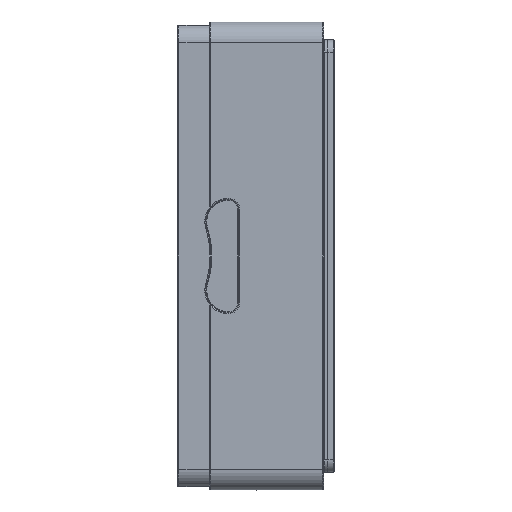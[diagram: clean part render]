
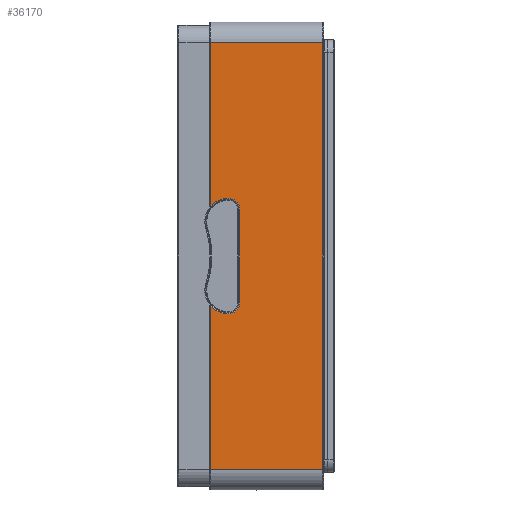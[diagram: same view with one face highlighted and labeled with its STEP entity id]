
A CAD part, left-side view. The second image highlights one B-rep face of the part: STEP entity #36170.
In plain terms, the highlighted planar face has unit normal (-1, 0, 0).
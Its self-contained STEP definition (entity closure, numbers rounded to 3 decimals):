
#3735=DIRECTION('',(0.,-1.,0.));
#3736=VECTOR('',#3735,5.385);
#3737=CARTESIAN_POINT('',(-23.975,5.635,-10.225));
#3738=LINE('',#3737,#3736);
#4380=DIRECTION('',(0.,0.,-1.));
#4381=VECTOR('',#4380,7.823);
#4382=CARTESIAN_POINT('',(-23.975,5.635,-2.402));
#4383=LINE('',#4382,#4381);
#4388=CARTESIAN_POINT('',(-23.975,5.625,-2.402));
#4389=DIRECTION('',(1.,0.,0.));
#4390=DIRECTION('',(0.,1.,0.));
#4391=AXIS2_PLACEMENT_3D('',#4388,#4389,#4390);
#4393=CARTESIAN_POINT('',(-23.975,4.78,-1.637));
#4394=DIRECTION('',(-1.,0.,0.));
#4395=DIRECTION('',(0.,0.741,-0.671));
#4396=AXIS2_PLACEMENT_3D('',#4393,#4394,#4395);
#4398=CARTESIAN_POINT('',(-23.975,4.78,-2.217));
#4399=DIRECTION('',(-1.,0.,0.));
#4400=DIRECTION('',(0.,0.,-1.));
#4401=AXIS2_PLACEMENT_3D('',#4398,#4399,#4400);
#4403=CARTESIAN_POINT('',(-23.975,4.78,2.217));
#4404=DIRECTION('',(-1.,0.,0.));
#4405=DIRECTION('',(0.,-1.,0.));
#4406=AXIS2_PLACEMENT_3D('',#4403,#4404,#4405);
#4408=CARTESIAN_POINT('',(-23.975,4.78,1.637));
#4409=DIRECTION('',(-1.,0.,0.));
#4410=DIRECTION('',(0.,0.,1.));
#4411=AXIS2_PLACEMENT_3D('',#4408,#4409,#4410);
#4413=CARTESIAN_POINT('',(-23.975,5.625,2.402));
#4414=DIRECTION('',(1.,0.,0.));
#4415=DIRECTION('',(0.,-0.742,-0.671));
#4416=AXIS2_PLACEMENT_3D('',#4413,#4414,#4415);
#4418=DIRECTION('',(0.,0.,1.));
#4419=VECTOR('',#4418,20.45);
#4420=CARTESIAN_POINT('',(-23.975,0.25,-10.225));
#4421=LINE('',#4420,#4419);
#4441=DIRECTION('',(0.,1.,0.));
#4442=VECTOR('',#4441,5.385);
#4443=CARTESIAN_POINT('',(-23.975,0.25,10.225));
#4444=LINE('',#4443,#4442);
#4464=DIRECTION('',(0.,0.,-1.));
#4465=VECTOR('',#4464,7.823);
#4466=CARTESIAN_POINT('',(-23.975,5.635,10.225));
#4467=LINE('',#4466,#4465);
#4507=DIRECTION('',(0.,0.,-1.));
#4508=VECTOR('',#4507,4.434);
#4509=CARTESIAN_POINT('',(-23.975,4.23,2.217));
#4510=LINE('',#4509,#4508);
#28420=CARTESIAN_POINT('',(-23.975,0.25,-10.225));
#28421=VERTEX_POINT('',#28420);
#28422=CARTESIAN_POINT('',(-23.975,5.635,-10.225));
#28423=VERTEX_POINT('',#28422);
#28537=CARTESIAN_POINT('',(-23.975,5.635,-2.402));
#28538=VERTEX_POINT('',#28537);
#28539=CARTESIAN_POINT('',(-23.975,0.25,10.225));
#28540=VERTEX_POINT('',#28539);
#28541=CARTESIAN_POINT('',(-23.975,5.618,-2.396));
#28542=VERTEX_POINT('',#28541);
#28543=CARTESIAN_POINT('',(-23.975,4.78,
-2.767));
#28544=VERTEX_POINT('',#28543);
#28545=CARTESIAN_POINT('',(-23.975,4.23,
-2.217));
#28546=VERTEX_POINT('',#28545);
#28547=CARTESIAN_POINT('',(-23.975,4.23,
2.217));
#28548=VERTEX_POINT('',#28547);
#28549=CARTESIAN_POINT('',(-23.975,4.78,
2.767));
#28550=VERTEX_POINT('',#28549);
#28551=CARTESIAN_POINT('',(-23.975,5.618,
2.396));
#28552=VERTEX_POINT('',#28551);
#28553=CARTESIAN_POINT('',(-23.975,5.635,2.402));
#28554=VERTEX_POINT('',#28553);
#28555=CARTESIAN_POINT('',(-23.975,5.635,10.225));
#28556=VERTEX_POINT('',#28555);
#36141=CARTESIAN_POINT('',(-23.975,0.,-11.225));
#36142=DIRECTION('',(-1.,0.,0.));
#36143=DIRECTION('',(0.,0.,1.));
#36144=AXIS2_PLACEMENT_3D('',#36141,#36142,#36143);
#36145=PLANE('',#36144);
#36147=ORIENTED_EDGE('',*,*,#36146,.F.);
#36148=ORIENTED_EDGE('',*,*,#34990,.F.);
#36149=ORIENTED_EDGE('',*,*,#36132,.F.);
#36151=ORIENTED_EDGE('',*,*,#36150,.T.);
#36153=ORIENTED_EDGE('',*,*,#36152,.T.);
#36155=ORIENTED_EDGE('',*,*,#36154,.T.);
#36157=ORIENTED_EDGE('',*,*,#36156,.F.);
#36159=ORIENTED_EDGE('',*,*,#36158,.T.);
#36161=ORIENTED_EDGE('',*,*,#36160,.T.);
#36163=ORIENTED_EDGE('',*,*,#36162,.T.);
#36165=ORIENTED_EDGE('',*,*,#36164,.F.);
#36167=ORIENTED_EDGE('',*,*,#36166,.F.);
#36168=EDGE_LOOP('',(#36147,#36148,#36149,#36151,#36153,#36155,#36157,#36159,
#36161,#36163,#36165,#36167));
#36169=FACE_OUTER_BOUND('',#36168,.F.);
#36170=ADVANCED_FACE('',(#36169),#36145,.T.);
#4392=CIRCLE('',#4391,0.01);
#4397=CIRCLE('',#4396,1.13);
#4402=CIRCLE('',#4401,0.55);
#4407=CIRCLE('',#4406,0.55);
#4412=CIRCLE('',#4411,1.13);
#4417=CIRCLE('',#4416,0.01);
#34990=EDGE_CURVE('',#28423,#28421,#3738,.T.);
#36132=EDGE_CURVE('',#28538,#28423,#4383,.T.);
#36146=EDGE_CURVE('',#28421,#28540,#4421,.T.);
#36150=EDGE_CURVE('',#28538,#28542,#4392,.T.);
#36152=EDGE_CURVE('',#28542,#28544,#4397,.T.);
#36154=EDGE_CURVE('',#28544,#28546,#4402,.T.);
#36156=EDGE_CURVE('',#28548,#28546,#4510,.T.);
#36158=EDGE_CURVE('',#28548,#28550,#4407,.T.);
#36160=EDGE_CURVE('',#28550,#28552,#4412,.T.);
#36162=EDGE_CURVE('',#28552,#28554,#4417,.T.);
#36164=EDGE_CURVE('',#28556,#28554,#4467,.T.);
#36166=EDGE_CURVE('',#28540,#28556,#4444,.T.);
